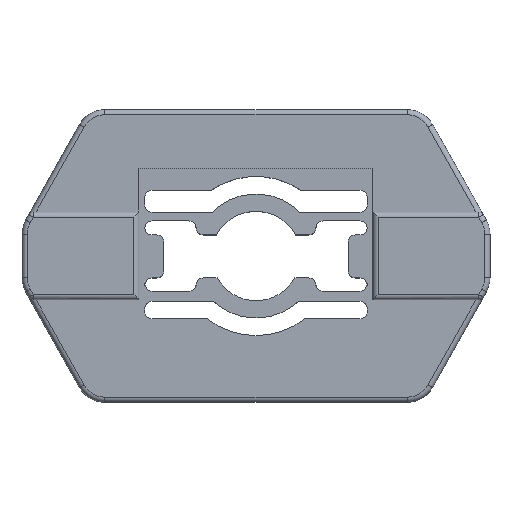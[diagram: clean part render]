
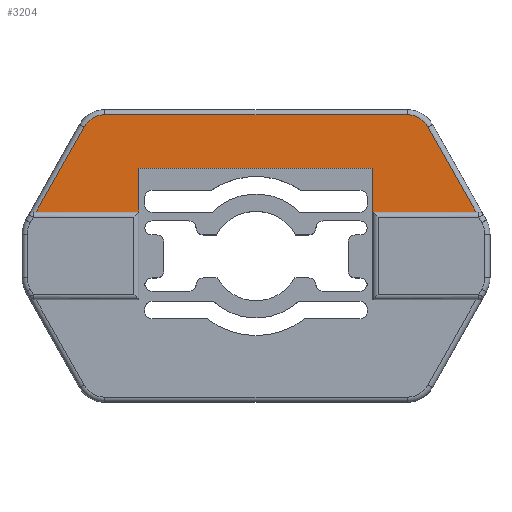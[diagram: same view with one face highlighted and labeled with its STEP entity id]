
A CAD part, top view. The second image highlights one B-rep face of the part: STEP entity #3204.
In plain terms, the highlighted planar face has unit normal (0, 0, 1).
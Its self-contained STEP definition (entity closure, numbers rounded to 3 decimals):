
#145=CIRCLE('',#3466,1.65);
#148=CIRCLE('',#3471,1.65);
#388=FACE_OUTER_BOUND('',#581,.T.);
#581=EDGE_LOOP('',(#2543,#2544,#2545,#2546,#2547,#2548,#2549,#2550,#2551,
#2552));
#822=LINE('',#5164,#1130);
#823=LINE('',#5175,#1131);
#824=LINE('',#5182,#1132);
#854=LINE('',#5304,#1162);
#855=LINE('',#5306,#1163);
#856=LINE('',#5308,#1164);
#857=LINE('',#5310,#1165);
#858=LINE('',#5311,#1166);
#1130=VECTOR('',#4112,1.);
#1131=VECTOR('',#4127,1.);
#1132=VECTOR('',#4136,1.);
#1162=VECTOR('',#4286,1.);
#1163=VECTOR('',#4287,1.);
#1164=VECTOR('',#4288,1.);
#1165=VECTOR('',#4289,1.);
#1166=VECTOR('',#4290,1.);
#1473=VERTEX_POINT('',#5161);
#1474=VERTEX_POINT('',#5163);
#1476=VERTEX_POINT('',#5169);
#1477=VERTEX_POINT('',#5173);
#1478=VERTEX_POINT('',#5177);
#1479=VERTEX_POINT('',#5181);
#1511=VERTEX_POINT('',#5303);
#1512=VERTEX_POINT('',#5305);
#1513=VERTEX_POINT('',#5307);
#1514=VERTEX_POINT('',#5309);
#1823=EDGE_CURVE('',#1473,#1474,#822,.T.);
#1827=EDGE_CURVE('',#1476,#1473,#145,.T.);
#1829=EDGE_CURVE('',#1477,#1476,#823,.T.);
#1831=EDGE_CURVE('',#1478,#1477,#148,.T.);
#1832=EDGE_CURVE('',#1479,#1478,#824,.T.);
#1896=EDGE_CURVE('',#1479,#1511,#854,.T.);
#1897=EDGE_CURVE('',#1511,#1512,#855,.T.);
#1898=EDGE_CURVE('',#1512,#1513,#856,.T.);
#1899=EDGE_CURVE('',#1513,#1514,#857,.T.);
#1900=EDGE_CURVE('',#1514,#1474,#858,.T.);
#2543=ORIENTED_EDGE('',*,*,#1823,.F.);
#2544=ORIENTED_EDGE('',*,*,#1827,.F.);
#2545=ORIENTED_EDGE('',*,*,#1829,.F.);
#2546=ORIENTED_EDGE('',*,*,#1831,.F.);
#2547=ORIENTED_EDGE('',*,*,#1832,.F.);
#2548=ORIENTED_EDGE('',*,*,#1896,.T.);
#2549=ORIENTED_EDGE('',*,*,#1897,.T.);
#2550=ORIENTED_EDGE('',*,*,#1898,.T.);
#2551=ORIENTED_EDGE('',*,*,#1899,.T.);
#2552=ORIENTED_EDGE('',*,*,#1900,.T.);
#3066=PLANE('',#3532);
#3204=ADVANCED_FACE('',(#388),#3066,.T.);
#3466=AXIS2_PLACEMENT_3D('',#5171,#4121,#4122);
#3471=AXIS2_PLACEMENT_3D('',#5179,#4132,#4133);
#3532=AXIS2_PLACEMENT_3D('',#5302,#4284,#4285);
#4112=DIRECTION('',(0.49,-0.872,0.));
#4121=DIRECTION('center_axis',(0.,0.,-1.));
#4122=DIRECTION('ref_axis',(0.505,0.863,0.));
#4127=DIRECTION('',(1.,0.,0.));
#4132=DIRECTION('center_axis',(0.,0.,-1.));
#4133=DIRECTION('ref_axis',(-0.505,0.863,0.));
#4136=DIRECTION('',(0.49,0.872,0.));
#4284=DIRECTION('center_axis',(0.,0.,1.));
#4285=DIRECTION('ref_axis',(-1.,0.,0.));
#4286=DIRECTION('',(1.,0.,0.));
#4287=DIRECTION('',(0.,1.,0.));
#4288=DIRECTION('',(1.,0.,0.));
#4289=DIRECTION('',(0.,-1.,0.));
#4290=DIRECTION('',(1.,0.,0.));
#5161=CARTESIAN_POINT('',(25.853,18.089,6.998));
#5163=CARTESIAN_POINT('',(29.12,12.28,6.998));
#5164=CARTESIAN_POINT('',(28.155,13.996,6.998));
#5169=CARTESIAN_POINT('',(24.415,18.93,6.998));
#5171=CARTESIAN_POINT('Origin',(24.415,17.28,6.998));
#5173=CARTESIAN_POINT('',(3.754,18.93,6.998));
#5175=CARTESIAN_POINT('',(19.25,18.93,6.998));
#5177=CARTESIAN_POINT('',(2.316,18.089,6.998));
#5179=CARTESIAN_POINT('Origin',(3.754,17.28,6.998));
#5181=CARTESIAN_POINT('',(-0.952,12.28,6.998));
#5182=CARTESIAN_POINT('',(1.848,17.258,6.998));
#5302=CARTESIAN_POINT('Origin',(14.084,9.28,6.998));
#5303=CARTESIAN_POINT('',(6.084,12.28,6.998));
#5304=CARTESIAN_POINT('',(10.084,12.28,6.998));
#5305=CARTESIAN_POINT('',(6.084,15.28,6.998));
#5306=CARTESIAN_POINT('',(6.084,6.28,6.998));
#5307=CARTESIAN_POINT('',(22.084,15.28,6.998));
#5308=CARTESIAN_POINT('',(6.084,15.28,6.998));
#5309=CARTESIAN_POINT('',(22.084,12.28,6.998));
#5310=CARTESIAN_POINT('',(22.084,15.28,6.998));
#5311=CARTESIAN_POINT('',(21.803,12.28,6.998));
